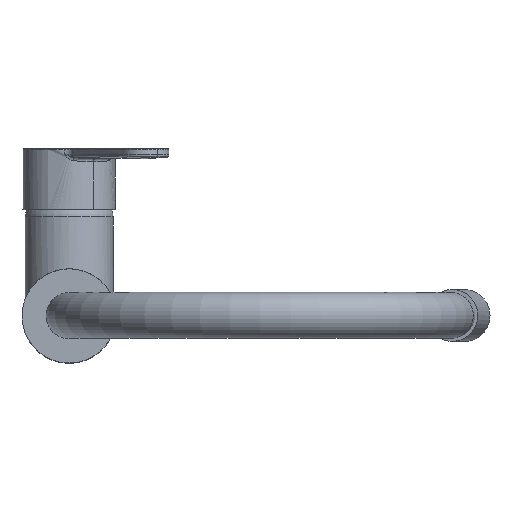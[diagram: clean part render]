
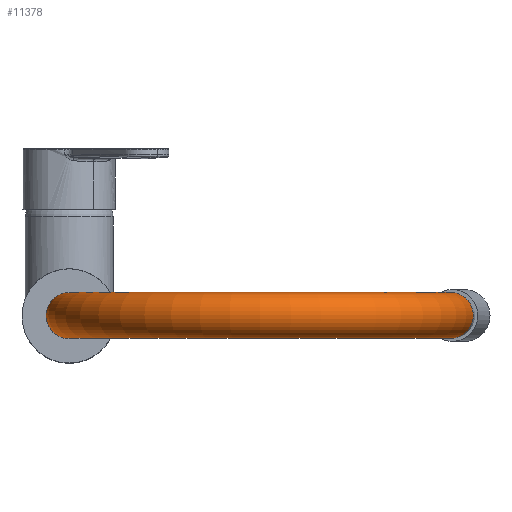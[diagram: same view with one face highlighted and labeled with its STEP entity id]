
A CAD part, top view. The second image highlights one B-rep face of the part: STEP entity #11378.
In plain terms, the highlighted toroidal (fillet/blend) face has major radius 104 mm and minor radius 12.4 mm.
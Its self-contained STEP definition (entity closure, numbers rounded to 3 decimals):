
#147=TOROIDAL_SURFACE('',#12113,104.,12.4);
#705=CIRCLE('',#12112,12.4);
#706=CIRCLE('',#12114,12.4);
#3300=ORIENTED_EDGE('',*,*,#6822,.F.);
#3301=ORIENTED_EDGE('',*,*,#6823,.T.);
#6822=EDGE_CURVE('',#8588,#8588,#705,.F.);
#6823=EDGE_CURVE('',#8589,#8589,#706,.F.);
#8588=VERTEX_POINT('',#16641);
#8589=VERTEX_POINT('',#16644);
#9909=EDGE_LOOP('',(#3300));
#9910=EDGE_LOOP('',(#3301));
#10610=FACE_BOUND('',#9909,.T.);
#10611=FACE_BOUND('',#9910,.T.);
#11378=ADVANCED_FACE('',(#10610,#10611),#147,.T.);
#12112=AXIS2_PLACEMENT_3D('',#16640,#13279,#13280);
#12113=AXIS2_PLACEMENT_3D('',#16642,#13281,#13282);
#12114=AXIS2_PLACEMENT_3D('',#16643,#13283,#13284);
#13279=DIRECTION('',(-0.174,0.,0.985));
#13280=DIRECTION('',(-0.985,0.,-0.174));
#13281=DIRECTION('',(0.,1.,0.));
#13282=DIRECTION('',(0.,0.,1.));
#13283=DIRECTION('',(0.,0.,-1.));
#13284=DIRECTION('',(1.,0.,0.));
#16640=CARTESIAN_POINT('',(206.42,0.,261.459));
#16641=CARTESIAN_POINT('',(194.208,0.,259.306));
#16642=CARTESIAN_POINT('',(104.,0.,243.4));
#16643=CARTESIAN_POINT('',(0.,0.,243.4));
#16644=CARTESIAN_POINT('',(12.4,0.,243.4));
